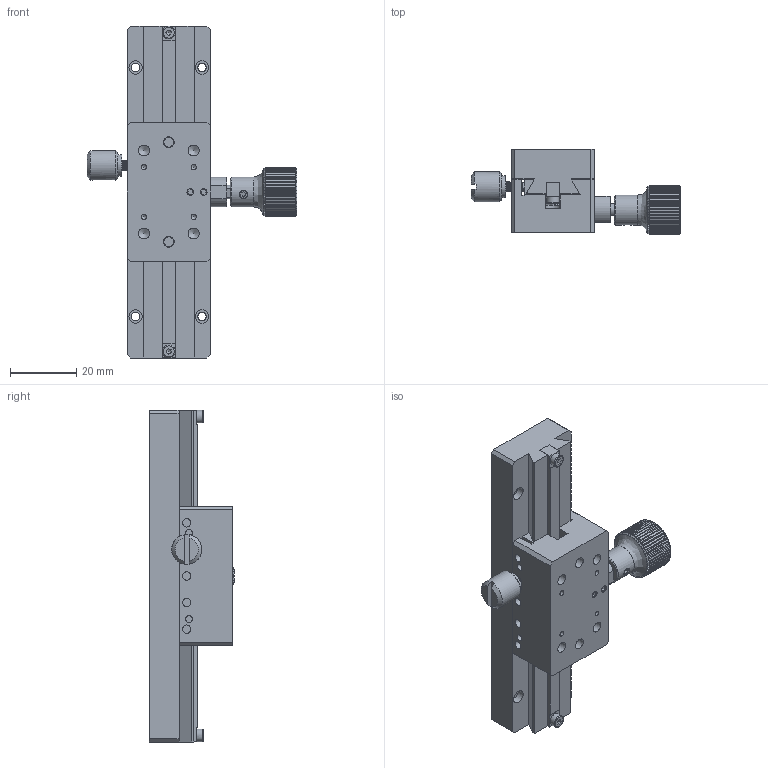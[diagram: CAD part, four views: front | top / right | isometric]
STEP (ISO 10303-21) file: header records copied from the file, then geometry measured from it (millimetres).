
FILE_DESCRIPTION (( 'STEP AP203' ), '1' );
FILE_NAME ('528728.STEP', '2024-10-14T08:12:05', ( 'Windows User' ), ( 'P R C' ), 'SwSTEP 2.0', 'SolidWorks 2020', '' );
FILE_SCHEMA (( 'CONFIG_CONTROL_DESIGN' ));
Length unit declared in the file: millimetre
Products named in the file (1): 528728
Bounding box: 63.21 x 25.8 x 100 mm (x, y, z)
Volume: 44020 mm3; surface area: 21896.9 mm2
Topology: 12 solids, 12 shells, 1356 faces, 3705 edges, 2424 vertices
Faces by surface type: plane 916, bspline 221, cylinder 129, cone 90
Full cylindrical faces by diameter (mm): 1.6 x6, 2 x2, 2.05 x5, 2.4 x2, 2.5 x16, 2.9 x1, 3 x1, 3.3 x6, 3.8 x2, 4 x10, 4.5 x2, 5 x1, 6.5 x1, 7 x1, 8 x2, 9 x2
Entity records: 132211 total; most frequent: CARTESIAN_POINT 100200, ORIENTED_EDGE 7140, DIRECTION 5530, EDGE_CURVE 3570, VECTOR 2458, LINE 2458, VERTEX_POINT 2386, EDGE_LOOP 1556
